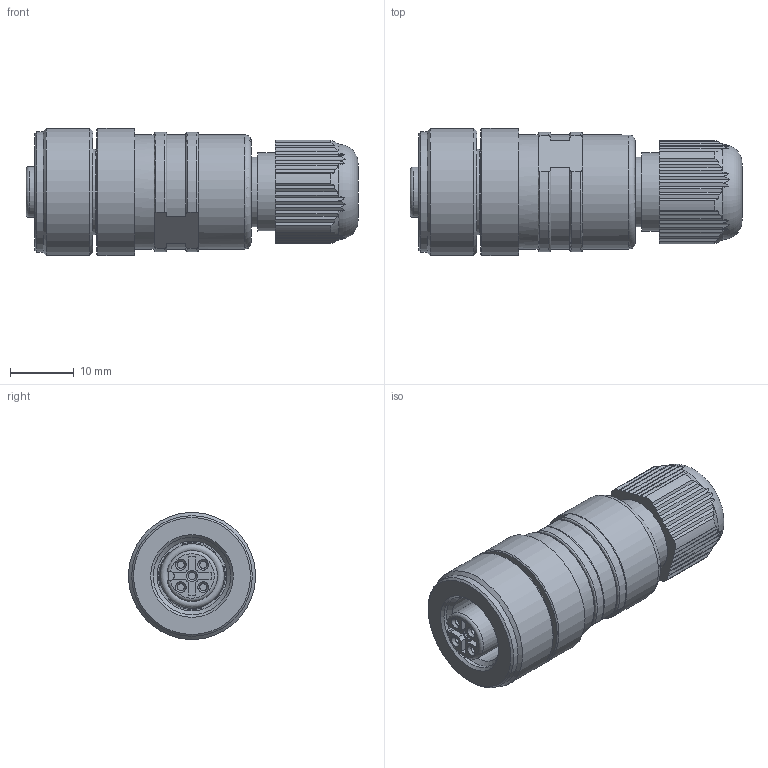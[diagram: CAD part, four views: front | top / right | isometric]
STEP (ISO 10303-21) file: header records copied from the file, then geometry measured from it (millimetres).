
FILE_DESCRIPTION(/* description */ (''),/* implementation_level */ '2;1');
FILE_NAME(/* name */ 'VK003024.stp',/* time_stamp */ '2016-10-11T15:59:04+02:00',/* author */ ('mitarbeiter'),/* organization */ (''),/* preprocessor_version */ 'ST-DEVELOPER v15.2',/* originating_system */ 'Autodesk Inventor 2014',/* authorisation */ '');
FILE_SCHEMA (('AUTOMOTIVE_DESIGN { 1 0 10303 214 3 1 1 }'));
Length unit declared in the file: millimetre
Products named in the file (2): RKC4-7_0621A01-47; VK003024
Bounding box: 52.25 x 20 x 20 mm (x, y, z)
Volume: 11200.3 mm3; surface area: 5198.1 mm2
Topology: 1 solids, 1 shells, 244 faces, 655 edges, 431 vertices
Faces by surface type: plane 145, cylinder 50, cone 36, torus 13
Full cylindrical faces by diameter (mm): 1.1 x5, 6.5 x1, 7 x2, 11 x2, 12.2 x1, 12.4 x1, 13.5 x1, 18 x2, 18.2 x1, 19 x1, 20 x2
Entity records: 9880 total; most frequent: CARTESIAN_POINT 4065, ORIENTED_EDGE 1206, DIRECTION 1151, EDGE_CURVE 603, AXIS2_PLACEMENT_3D 430, VERTEX_POINT 416, EDGE_LOOP 299, LINE 291
